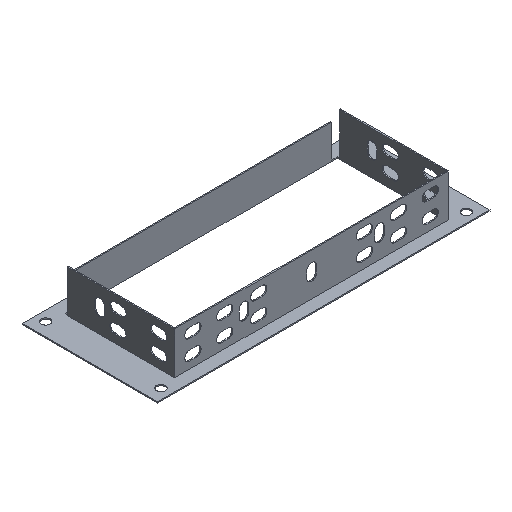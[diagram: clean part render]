
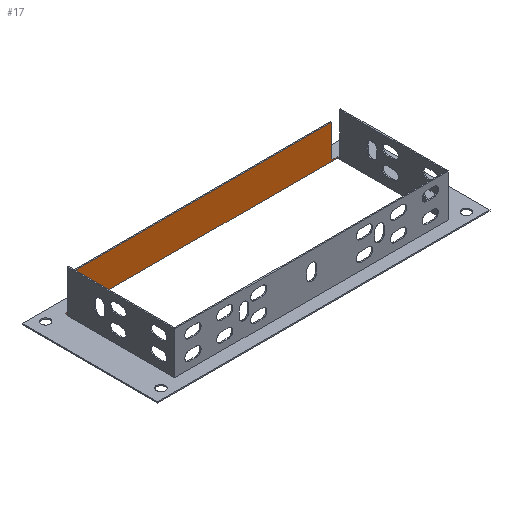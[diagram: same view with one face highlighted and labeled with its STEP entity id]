
A CAD part, isometric view. The second image highlights one B-rep face of the part: STEP entity #17.
In plain terms, the highlighted planar face has unit normal (0, -1, 0).
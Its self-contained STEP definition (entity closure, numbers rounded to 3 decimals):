
#17 = ADVANCED_FACE ( 'NONE', ( #2171 ), #721, .F. ) ;
#52 = VERTEX_POINT ( 'NONE', #5676 ) ;
#100 = EDGE_CURVE ( 'NONE', #389, #52, #4440, .T. ) ;
#127 = VERTEX_POINT ( 'NONE', #2551 ) ;
#168 = CARTESIAN_POINT ( 'NONE',  ( 96., 40.2, 0.8 ) ) ;
#248 = VERTEX_POINT ( 'NONE', #168 ) ;
#322 = ORIENTED_EDGE ( 'NONE', *, *, #4210, .F. ) ;
#389 = VERTEX_POINT ( 'NONE', #6410 ) ;
#414 = DIRECTION ( 'NONE',  ( 1., 0., 0. ) ) ;
#487 = EDGE_CURVE ( 'NONE', #248, #6829, #1022, .T. ) ;
#530 = VECTOR ( 'NONE', #1906, 1000. ) ;
#572 = VECTOR ( 'NONE', #7114, 1000. ) ;
#623 = CARTESIAN_POINT ( 'NONE',  ( -96., 40.2, 0.8 ) ) ;
#661 = CARTESIAN_POINT ( 'NONE',  ( 96., 40.2, 0.8 ) ) ;
#678 = ORIENTED_EDGE ( 'NONE', *, *, #487, .F. ) ;
#721 = PLANE ( 'NONE',  #4685 ) ;
#811 = DIRECTION ( 'NONE',  ( 1., 0., 0. ) ) ;
#977 = CARTESIAN_POINT ( 'NONE',  ( 100., 40.2, 0. ) ) ;
#1022 = LINE ( 'NONE', #3490, #6148 ) ;
#1103 = EDGE_CURVE ( 'NONE', #127, #5593, #5212, .T. ) ;
#1436 = VECTOR ( 'NONE', #414, 1000. ) ;
#1605 = EDGE_CURVE ( 'NONE', #6829, #52, #2303, .T. ) ;
#1643 = ORIENTED_EDGE ( 'NONE', *, *, #100, .T. ) ;
#1906 = DIRECTION ( 'NONE',  ( 0., 0., 1. ) ) ;
#1967 = EDGE_CURVE ( 'NONE', #6212, #248, #2402, .T. ) ;
#1984 = VERTEX_POINT ( 'NONE', #3801 ) ;
#2171 = FACE_OUTER_BOUND ( 'NONE', #4572, .T. ) ;
#2303 = LINE ( 'NONE', #2472, #6112 ) ;
#2402 = LINE ( 'NONE', #4901, #3695 ) ;
#2466 = EDGE_CURVE ( 'NONE', #127, #389, #4648, .T. ) ;
#2472 = CARTESIAN_POINT ( 'NONE',  ( 100., 40.2, 229.422 ) ) ;
#2551 = CARTESIAN_POINT ( 'NONE',  ( -99.99, 40.2, 0.8 ) ) ;
#2688 = CARTESIAN_POINT ( 'NONE',  ( 96., 40.2, 25. ) ) ;
#2842 = LINE ( 'NONE', #6298, #1436 ) ;
#2893 = ORIENTED_EDGE ( 'NONE', *, *, #1103, .F. ) ;
#3134 = VECTOR ( 'NONE', #3260, 1000. ) ;
#3209 = DIRECTION ( 'NONE',  ( 0., 0., -1. ) ) ;
#3260 = DIRECTION ( 'NONE',  ( 0., 0., -1. ) ) ;
#3388 = DIRECTION ( 'NONE',  ( 1., 0., 0. ) ) ;
#3490 = CARTESIAN_POINT ( 'NONE',  ( 100., 40.2, 0.8 ) ) ;
#3612 = CARTESIAN_POINT ( 'NONE',  ( -96., 40.2, 0.8 ) ) ;
#3656 = DIRECTION ( 'NONE',  ( 0., 0., -1. ) ) ;
#3695 = VECTOR ( 'NONE', #3209, 1000. ) ;
#3801 = CARTESIAN_POINT ( 'NONE',  ( -96., 40.2, 25. ) ) ;
#3939 = LINE ( 'NONE', #623, #530 ) ;
#4210 = EDGE_CURVE ( 'NONE', #1984, #6212, #2842, .T. ) ;
#4440 = LINE ( 'NONE', #977, #5424 ) ;
#4572 = EDGE_LOOP ( 'NONE', ( #7578, #2893, #5845, #1643, #7199, #678, #5208, #322 ) ) ;
#4648 = LINE ( 'NONE', #6699, #3134 ) ;
#4685 = AXIS2_PLACEMENT_3D ( 'NONE', #661, #6083, #6228 ) ;
#4738 = EDGE_CURVE ( 'NONE', #5593, #1984, #3939, .T. ) ;
#4901 = CARTESIAN_POINT ( 'NONE',  ( 96., 40.2, 0.8 ) ) ;
#5208 = ORIENTED_EDGE ( 'NONE', *, *, #1967, .F. ) ;
#5212 = LINE ( 'NONE', #6785, #572 ) ;
#5424 = VECTOR ( 'NONE', #811, 1000. ) ;
#5593 = VERTEX_POINT ( 'NONE', #3612 ) ;
#5676 = CARTESIAN_POINT ( 'NONE',  ( 100., 40.2, 0. ) ) ;
#5845 = ORIENTED_EDGE ( 'NONE', *, *, #2466, .T. ) ;
#6083 = DIRECTION ( 'NONE',  ( 0., 1., 0. ) ) ;
#6112 = VECTOR ( 'NONE', #3656, 1000. ) ;
#6148 = VECTOR ( 'NONE', #3388, 1000. ) ;
#6212 = VERTEX_POINT ( 'NONE', #2688 ) ;
#6228 = DIRECTION ( 'NONE',  ( 0., 0., 1. ) ) ;
#6298 = CARTESIAN_POINT ( 'NONE',  ( 96., 40.2, 25. ) ) ;
#6410 = CARTESIAN_POINT ( 'NONE',  ( -99.99, 40.2, 0. ) ) ;
#6435 = CARTESIAN_POINT ( 'NONE',  ( 100., 40.2, 0.8 ) ) ;
#6699 = CARTESIAN_POINT ( 'NONE',  ( -99.99, 40.2, 229.422 ) ) ;
#6785 = CARTESIAN_POINT ( 'NONE',  ( 100., 40.2, 0.8 ) ) ;
#6829 = VERTEX_POINT ( 'NONE', #6435 ) ;
#7114 = DIRECTION ( 'NONE',  ( 1., 0., 0. ) ) ;
#7199 = ORIENTED_EDGE ( 'NONE', *, *, #1605, .F. ) ;
#7578 = ORIENTED_EDGE ( 'NONE', *, *, #4738, .F. ) ;
